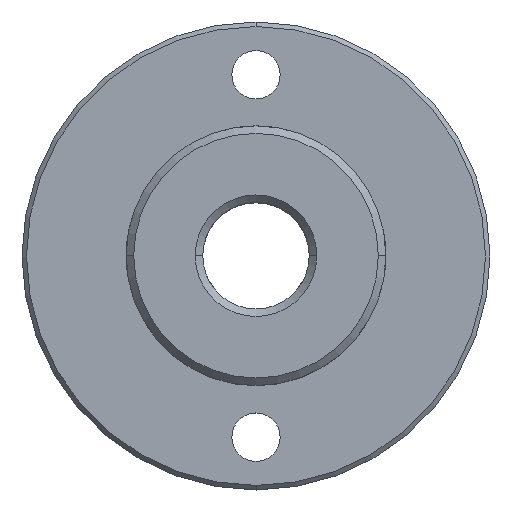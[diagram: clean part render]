
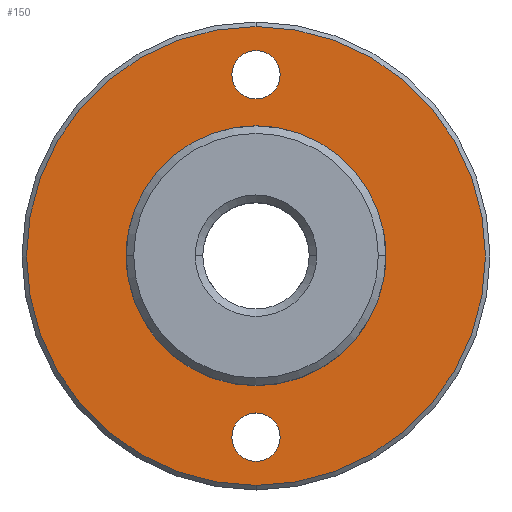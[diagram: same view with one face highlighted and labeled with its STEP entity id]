
A CAD part, top view. The second image highlights one B-rep face of the part: STEP entity #150.
In plain terms, the highlighted planar face has unit normal (0, 0, 1).
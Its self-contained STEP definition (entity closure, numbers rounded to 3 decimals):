
#25 = DIRECTION ( 'NONE',  ( 0., 1., 0. ) ) ;
#26 = EDGE_CURVE ( 'NONE', #1257, #158, #536, .T. ) ;
#43 = DIRECTION ( 'NONE',  ( 0., 0., -1. ) ) ;
#48 = CIRCLE ( 'NONE', #174, 15.2 ) ;
#112 = EDGE_LOOP ( 'NONE', ( #198, #929 ) ) ;
#127 = EDGE_LOOP ( 'NONE', ( #991, #166 ) ) ;
#142 = CARTESIAN_POINT ( 'NONE',  ( 0., -15.2, 1.5 ) ) ;
#148 = DIRECTION ( 'NONE',  ( 0., 0., -1. ) ) ;
#150 = ADVANCED_FACE ( 'NONE', ( #889, #195, #1157, #300 ), #982, .T. ) ;
#158 = VERTEX_POINT ( 'NONE', #493 ) ;
#165 = DIRECTION ( 'NONE',  ( 0., 0., -1. ) ) ;
#166 = ORIENTED_EDGE ( 'NONE', *, *, #324, .T. ) ;
#170 = CARTESIAN_POINT ( 'NONE',  ( 1.6, -12., 1.5 ) ) ;
#174 = AXIS2_PLACEMENT_3D ( 'NONE', #848, #1129, #248 ) ;
#192 = EDGE_LOOP ( 'NONE', ( #985, #821 ) ) ;
#195 = FACE_BOUND ( 'NONE', #127, .T. ) ;
#198 = ORIENTED_EDGE ( 'NONE', *, *, #245, .T. ) ;
#205 = VERTEX_POINT ( 'NONE', #1096 ) ;
#245 = EDGE_CURVE ( 'NONE', #205, #1069, #741, .T. ) ;
#248 = DIRECTION ( 'NONE',  ( 0., 1., 0. ) ) ;
#279 = CIRCLE ( 'NONE', #761, 8.6 ) ;
#300 = FACE_OUTER_BOUND ( 'NONE', #112, .T. ) ;
#311 = EDGE_CURVE ( 'NONE', #1069, #205, #48, .T. ) ;
#322 = CIRCLE ( 'NONE', #1105, 1.6 ) ;
#324 = EDGE_CURVE ( 'NONE', #1261, #757, #408, .T. ) ;
#348 = CARTESIAN_POINT ( 'NONE',  ( 0., 12., 1.5 ) ) ;
#357 = DIRECTION ( 'NONE',  ( 0., 0., -1. ) ) ;
#370 = CARTESIAN_POINT ( 'NONE',  ( 0., 12., 1.5 ) ) ;
#408 = CIRCLE ( 'NONE', #1121, 1.6 ) ;
#430 = ORIENTED_EDGE ( 'NONE', *, *, #26, .T. ) ;
#439 = DIRECTION ( 'NONE',  ( -1., 0., 0. ) ) ;
#444 = CARTESIAN_POINT ( 'NONE',  ( 0., 0., 1.5 ) ) ;
#458 = DIRECTION ( 'NONE',  ( 1., 0., 0. ) ) ;
#478 = DIRECTION ( 'NONE',  ( 1., 0., 0. ) ) ;
#493 = CARTESIAN_POINT ( 'NONE',  ( -1.6, -12., 1.5 ) ) ;
#525 = CARTESIAN_POINT ( 'NONE',  ( -8.6, 0., 1.5 ) ) ;
#534 = EDGE_CURVE ( 'NONE', #1253, #950, #279, .T. ) ;
#536 = CIRCLE ( 'NONE', #1263, 1.6 ) ;
#566 = EDGE_CURVE ( 'NONE', #757, #1261, #1293, .T. ) ;
#567 = DIRECTION ( 'NONE',  ( -1., 0., 0. ) ) ;
#610 = AXIS2_PLACEMENT_3D ( 'NONE', #1207, #639, #439 ) ;
#639 = DIRECTION ( 'NONE',  ( 0., 0., -1. ) ) ;
#713 = DIRECTION ( 'NONE',  ( 0., 0., 1. ) ) ;
#737 = CARTESIAN_POINT ( 'NONE',  ( 1.6, 12., 1.5 ) ) ;
#741 = CIRCLE ( 'NONE', #1063, 15.2 ) ;
#757 = VERTEX_POINT ( 'NONE', #737 ) ;
#761 = AXIS2_PLACEMENT_3D ( 'NONE', #937, #43, #567 ) ;
#770 = DIRECTION ( 'NONE',  ( 0., 0., 1. ) ) ;
#773 = DIRECTION ( 'NONE',  ( 1., 0., 0. ) ) ;
#776 = CARTESIAN_POINT ( 'NONE',  ( 8.6, 0., 1.5 ) ) ;
#808 = EDGE_CURVE ( 'NONE', #158, #1257, #322, .T. ) ;
#821 = ORIENTED_EDGE ( 'NONE', *, *, #534, .T. ) ;
#848 = CARTESIAN_POINT ( 'NONE',  ( 0., 0., 1.5 ) ) ;
#876 = CARTESIAN_POINT ( 'NONE',  ( 0., 0., 1.5 ) ) ;
#889 = FACE_BOUND ( 'NONE', #192, .T. ) ;
#929 = ORIENTED_EDGE ( 'NONE', *, *, #311, .T. ) ;
#933 = DIRECTION ( 'NONE',  ( 0., 0., -1. ) ) ;
#937 = CARTESIAN_POINT ( 'NONE',  ( 0., 0., 1.5 ) ) ;
#950 = VERTEX_POINT ( 'NONE', #525 ) ;
#982 = PLANE ( 'NONE',  #1174 ) ;
#985 = ORIENTED_EDGE ( 'NONE', *, *, #1055, .T. ) ;
#991 = ORIENTED_EDGE ( 'NONE', *, *, #566, .T. ) ;
#1055 = EDGE_CURVE ( 'NONE', #950, #1253, #1060, .T. ) ;
#1060 = CIRCLE ( 'NONE', #610, 8.6 ) ;
#1063 = AXIS2_PLACEMENT_3D ( 'NONE', #444, #713, #25 ) ;
#1069 = VERTEX_POINT ( 'NONE', #142 ) ;
#1082 = AXIS2_PLACEMENT_3D ( 'NONE', #348, #148, #478 ) ;
#1096 = CARTESIAN_POINT ( 'NONE',  ( 0., 15.2, 1.5 ) ) ;
#1105 = AXIS2_PLACEMENT_3D ( 'NONE', #1144, #933, #1246 ) ;
#1121 = AXIS2_PLACEMENT_3D ( 'NONE', #370, #357, #458 ) ;
#1129 = DIRECTION ( 'NONE',  ( 0., 0., 1. ) ) ;
#1144 = CARTESIAN_POINT ( 'NONE',  ( 0., -12., 1.5 ) ) ;
#1157 = FACE_BOUND ( 'NONE', #1288, .T. ) ;
#1161 = CARTESIAN_POINT ( 'NONE',  ( 0., -12., 1.5 ) ) ;
#1163 = CARTESIAN_POINT ( 'NONE',  ( -1.6, 12., 1.5 ) ) ;
#1174 = AXIS2_PLACEMENT_3D ( 'NONE', #876, #770, #1272 ) ;
#1207 = CARTESIAN_POINT ( 'NONE',  ( 0., 0., 1.5 ) ) ;
#1225 = ORIENTED_EDGE ( 'NONE', *, *, #808, .T. ) ;
#1246 = DIRECTION ( 'NONE',  ( 1., 0., 0. ) ) ;
#1253 = VERTEX_POINT ( 'NONE', #776 ) ;
#1257 = VERTEX_POINT ( 'NONE', #170 ) ;
#1261 = VERTEX_POINT ( 'NONE', #1163 ) ;
#1263 = AXIS2_PLACEMENT_3D ( 'NONE', #1161, #165, #773 ) ;
#1272 = DIRECTION ( 'NONE',  ( 1., 0., 0. ) ) ;
#1288 = EDGE_LOOP ( 'NONE', ( #430, #1225 ) ) ;
#1293 = CIRCLE ( 'NONE', #1082, 1.6 ) ;
